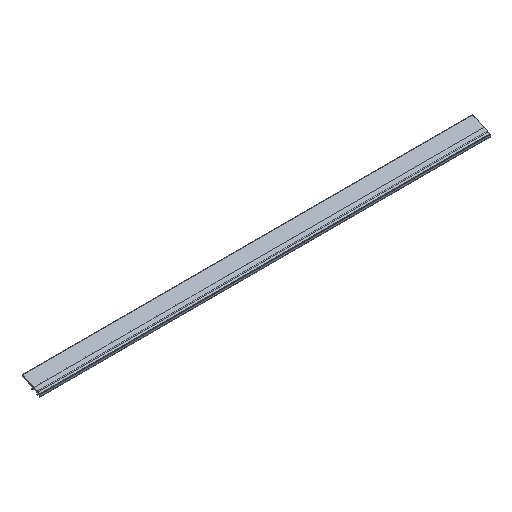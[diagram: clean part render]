
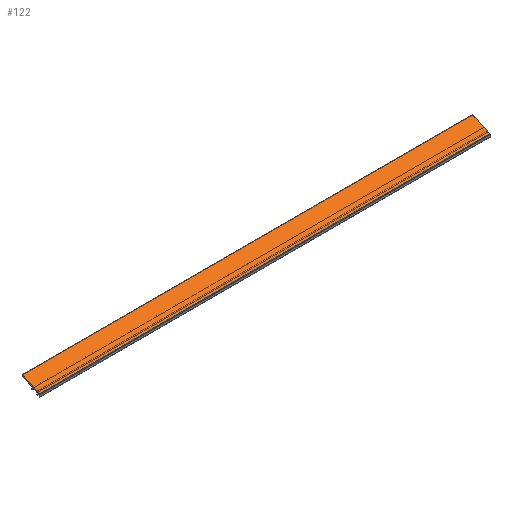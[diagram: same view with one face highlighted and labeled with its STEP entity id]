
A CAD part, isometric view. The second image highlights one B-rep face of the part: STEP entity #122.
In plain terms, the highlighted planar face has unit normal (0, -0.423, 0.906).
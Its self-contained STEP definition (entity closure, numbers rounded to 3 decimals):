
#122=ADVANCED_FACE('',(#241),#242,.T.);
#241=FACE_OUTER_BOUND('',#354,.T.);
#242=PLANE('',#355);
#354=EDGE_LOOP('',(#616,#617,#618,#619));
#355=AXIS2_PLACEMENT_3D('',#620,#621,#622);
#616=ORIENTED_EDGE('',*,*,#832,.T.);
#617=ORIENTED_EDGE('',*,*,#833,.F.);
#618=ORIENTED_EDGE('',*,*,#834,.F.);
#619=ORIENTED_EDGE('',*,*,#829,.T.);
#620=CARTESIAN_POINT('',(0.0,2.396,15.423));
#621=DIRECTION('',(0.0,-0.423,0.906));
#622=DIRECTION('',(0.0,-0.906,-0.423));
#829=EDGE_CURVE('',#1027,#1025,#1028,.T.);
#832=EDGE_CURVE('',#1025,#1031,#1032,.T.);
#833=EDGE_CURVE('',#1033,#1031,#1034,.T.);
#834=EDGE_CURVE('',#1027,#1033,#1035,.T.);
#1025=VERTEX_POINT('',#1297);
#1027=VERTEX_POINT('',#1299);
#1028=LINE('',#1300,#1301);
#1031=VERTEX_POINT('',#1304);
#1032=LINE('',#1305,#1306);
#1033=VERTEX_POINT('',#1307);
#1034=LINE('',#1308,#1309);
#1035=LINE('',#1310,#1311);
#1297=CARTESIAN_POINT('',(1000.0,-16.723,6.507));
#1299=CARTESIAN_POINT('',(0.0,-16.723,6.507));
#1300=CARTESIAN_POINT('',(0.0,-16.723,6.507));
#1301=VECTOR('',#1452,1.0);
#1304=CARTESIAN_POINT('',(1000.0,21.515,24.338));
#1305=CARTESIAN_POINT('',(1000.0,-16.723,6.507));
#1306=VECTOR('',#1456,1.0);
#1307=CARTESIAN_POINT('',(0.0,21.515,24.338));
#1308=CARTESIAN_POINT('',(0.0,21.515,24.338));
#1309=VECTOR('',#1457,1.0);
#1310=CARTESIAN_POINT('',(0.0,-16.723,6.507));
#1311=VECTOR('',#1458,1.0);
#1452=DIRECTION('',(1.0,0.0,0.0));
#1456=DIRECTION('',(0.0,0.906,0.423));
#1457=DIRECTION('',(1.0,0.0,0.0));
#1458=DIRECTION('',(0.0,0.906,0.423));
